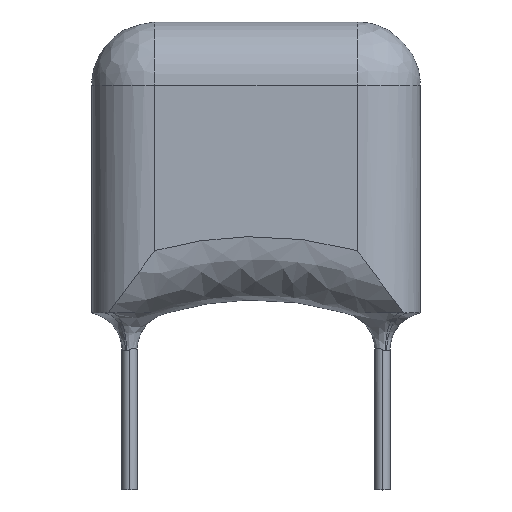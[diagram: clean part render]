
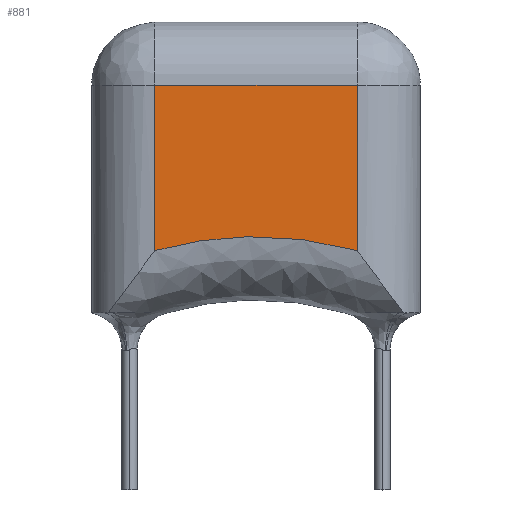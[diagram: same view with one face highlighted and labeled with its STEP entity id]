
A CAD part, top view. The second image highlights one B-rep face of the part: STEP entity #881.
In plain terms, the highlighted planar face has unit normal (0, 0, 1).
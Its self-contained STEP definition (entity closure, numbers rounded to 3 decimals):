
#1 = CARTESIAN_POINT ( 'NONE',  ( -2.731, 2.767, 0. ) ) ;
#67 = PLANE ( 'NONE',  #1058 ) ;
#198 = EDGE_LOOP ( 'NONE', ( #598, #872, #1685, #2270 ) ) ;
#222 = VECTOR ( 'NONE', #1106, 1000. ) ;
#250 = CARTESIAN_POINT ( 'NONE',  ( 4., 2.458, 0. ) ) ;
#382 = CARTESIAN_POINT ( 'NONE',  ( -4., 2.458, 0. ) ) ;
#409 = CARTESIAN_POINT ( 'NONE',  ( 0.552, 3.012, 0. ) ) ;
#421 = FACE_OUTER_BOUND ( 'NONE', #198, .T. ) ;
#469 = VERTEX_POINT ( 'NONE', #382 ) ;
#511 =( BOUNDED_CURVE ( )  B_SPLINE_CURVE ( 3, ( #1328, #546, #1694, #2072, #2049, #1092, #409, #1145, #1887, #1668, #1, #1302, #951, #1640 ),
 .UNSPECIFIED., .F., .T. ) 
 B_SPLINE_CURVE_WITH_KNOTS ( ( 4, 2, 2, 2, 2, 2, 4 ),
 ( 0., 0.093, 0.297, 0.5, 0.703, 0.906, 1. ),
 .UNSPECIFIED. ) 
 CURVE ( )  GEOMETRIC_REPRESENTATION_ITEM ( )  RATIONAL_B_SPLINE_CURVE ( ( 1., 1., 1., 1., 1., 1., 1., 1., 1., 1., 1., 1., 1., 1. ) ) 
 REPRESENTATION_ITEM ( '' )  );
#546 = CARTESIAN_POINT ( 'NONE',  ( 3.757, 2.527, 0. ) ) ;
#596 = LINE ( 'NONE', #1375, #1111 ) ;
#598 = ORIENTED_EDGE ( 'NONE', *, *, #627, .F. ) ;
#627 = EDGE_CURVE ( 'NONE', #774, #469, #511, .T. ) ;
#707 = LINE ( 'NONE', #2184, #222 ) ;
#742 = EDGE_CURVE ( 'NONE', #2074, #775, #596, .T. ) ;
#774 = VERTEX_POINT ( 'NONE', #250 ) ;
#775 = VERTEX_POINT ( 'NONE', #780 ) ;
#780 = CARTESIAN_POINT ( 'NONE',  ( 4., 9., 0. ) ) ;
#834 = DIRECTION ( 'NONE',  ( 0., -1., 0. ) ) ;
#872 = ORIENTED_EDGE ( 'NONE', *, *, #2259, .F. ) ;
#881 = ADVANCED_FACE ( 'NONE', ( #421 ), #67, .T. ) ;
#951 = CARTESIAN_POINT ( 'NONE',  ( -3.757, 2.527, 0. ) ) ;
#1057 = EDGE_CURVE ( 'NONE', #469, #2074, #707, .T. ) ;
#1058 = AXIS2_PLACEMENT_3D ( 'NONE', #1087, #1310, #1858 ) ;
#1087 = CARTESIAN_POINT ( 'NONE',  ( 0., 0., 0. ) ) ;
#1092 = CARTESIAN_POINT ( 'NONE',  ( 1.099, 2.981, 0. ) ) ;
#1106 = DIRECTION ( 'NONE',  ( 0., 1., 0. ) ) ;
#1111 = VECTOR ( 'NONE', #1174, 1000. ) ;
#1145 = CARTESIAN_POINT ( 'NONE',  ( -0.549, 3.012, 0. ) ) ;
#1174 = DIRECTION ( 'NONE',  ( 1., 0., 0. ) ) ;
#1226 = CARTESIAN_POINT ( 'NONE',  ( -4., 9., 0. ) ) ;
#1286 = LINE ( 'NONE', #1951, #1737 ) ;
#1302 = CARTESIAN_POINT ( 'NONE',  ( -3.512, 2.589, 0. ) ) ;
#1310 = DIRECTION ( 'NONE',  ( 0., 0., 1. ) ) ;
#1328 = CARTESIAN_POINT ( 'NONE',  ( 4., 2.458, 0. ) ) ;
#1375 = CARTESIAN_POINT ( 'NONE',  ( 0., 9., 0. ) ) ;
#1640 = CARTESIAN_POINT ( 'NONE',  ( -4., 2.458, 0. ) ) ;
#1668 = CARTESIAN_POINT ( 'NONE',  ( -2.187, 2.859, 0. ) ) ;
#1685 = ORIENTED_EDGE ( 'NONE', *, *, #742, .F. ) ;
#1694 = CARTESIAN_POINT ( 'NONE',  ( 3.513, 2.589, 0. ) ) ;
#1737 = VECTOR ( 'NONE', #834, 1000. ) ;
#1858 = DIRECTION ( 'NONE',  ( 1., 0., 0. ) ) ;
#1887 = CARTESIAN_POINT ( 'NONE',  ( -1.097, 2.981, 0. ) ) ;
#1951 = CARTESIAN_POINT ( 'NONE',  ( 4., 0., 0. ) ) ;
#2049 = CARTESIAN_POINT ( 'NONE',  ( 2.188, 2.859, 0. ) ) ;
#2072 = CARTESIAN_POINT ( 'NONE',  ( 2.731, 2.767, 0. ) ) ;
#2074 = VERTEX_POINT ( 'NONE', #1226 ) ;
#2184 = CARTESIAN_POINT ( 'NONE',  ( -4., 0., 0. ) ) ;
#2259 = EDGE_CURVE ( 'NONE', #775, #774, #1286, .T. ) ;
#2270 = ORIENTED_EDGE ( 'NONE', *, *, #1057, .F. ) ;
